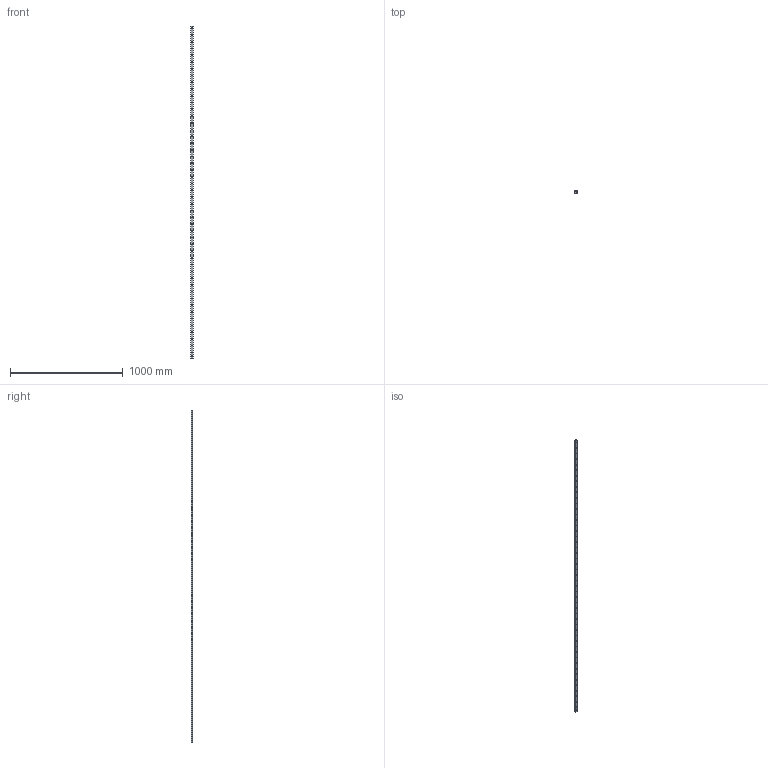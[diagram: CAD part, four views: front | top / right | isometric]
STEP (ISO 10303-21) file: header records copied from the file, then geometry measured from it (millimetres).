
FILE_DESCRIPTION (( 'STEP AP214' ), '1' );
FILE_NAME ('HGR20R LINEAR GUIDE RAIL, CONFIGURABLE, 2950 mm.STEP', '2019-03-07T08:56:49', ( '' ), ( '' ), 'SwSTEP 2.0', 'SolidWorks 2018', '' );
FILE_SCHEMA (( 'AUTOMOTIVE_DESIGN' ));
Length unit declared in the file: millimetre
Products named in the file (2): HGR20R LINEAR GUIDE RAIL, CONFIGURABLE, 2950 mm
Bounding box: 20 x 17.5 x 2950 mm (x, y, z)
Volume: 839818.4 mm3; surface area: 244778.5 mm2
Topology: 1 solids, 1 shells, 294 faces, 726 edges, 484 vertices
Faces by surface type: cylinder 222, plane 72
Entity records: 9203 total; most frequent: DIRECTION 1762, CARTESIAN_POINT 1506, ORIENTED_EDGE 1452, AXIS2_PLACEMENT_3D 740, EDGE_CURVE 726, VERTEX_POINT 484, EDGE_LOOP 444, CIRCLE 444
